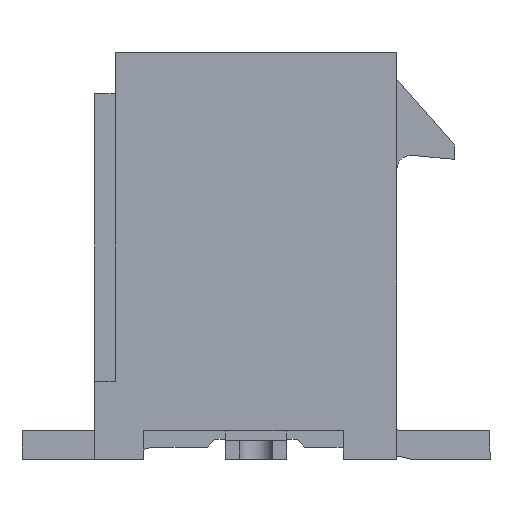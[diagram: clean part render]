
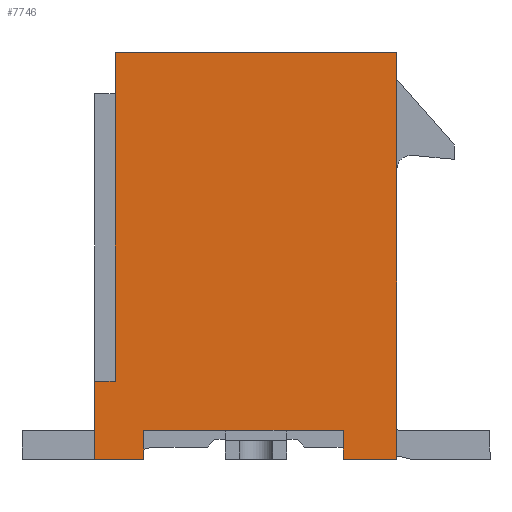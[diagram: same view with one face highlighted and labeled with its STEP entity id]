
A CAD part, left-side view. The second image highlights one B-rep face of the part: STEP entity #7746.
In plain terms, the highlighted face is planar.
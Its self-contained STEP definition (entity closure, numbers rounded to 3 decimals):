
#1818=ORIENTED_EDGE('',*,*,#3164,.F.);
#1819=ORIENTED_EDGE('',*,*,#3309,.F.);
#1820=ORIENTED_EDGE('',*,*,#3310,.F.);
#1821=ORIENTED_EDGE('',*,*,#3311,.F.);
#1822=ORIENTED_EDGE('',*,*,#3296,.F.);
#1823=ORIENTED_EDGE('',*,*,#3312,.T.);
#1824=ORIENTED_EDGE('',*,*,#3313,.T.);
#1825=ORIENTED_EDGE('',*,*,#3284,.T.);
#1826=ORIENTED_EDGE('',*,*,#3307,.T.);
#1827=ORIENTED_EDGE('',*,*,#3314,.F.);
#3164=EDGE_CURVE('',#3988,#3985,#4955,.T.);
#3284=EDGE_CURVE('',#4082,#4081,#5073,.T.);
#3296=EDGE_CURVE('',#4087,#4088,#5085,.T.);
#3307=EDGE_CURVE('',#4081,#4095,#5096,.T.);
#3309=EDGE_CURVE('',#4096,#3988,#5098,.T.);
#3310=EDGE_CURVE('',#4097,#4096,#5099,.T.);
#3311=EDGE_CURVE('',#4088,#4097,#5100,.T.);
#3312=EDGE_CURVE('',#4087,#4098,#5101,.T.);
#3313=EDGE_CURVE('',#4098,#4082,#5102,.T.);
#3314=EDGE_CURVE('',#3985,#4095,#5103,.T.);
#3985=VERTEX_POINT('',#11994);
#3988=VERTEX_POINT('',#12001);
#4081=VERTEX_POINT('',#12252);
#4082=VERTEX_POINT('',#12254);
#4087=VERTEX_POINT('',#12274);
#4088=VERTEX_POINT('',#12276);
#4095=VERTEX_POINT('',#12297);
#4096=VERTEX_POINT('',#12301);
#4097=VERTEX_POINT('',#12303);
#4098=VERTEX_POINT('',#12306);
#4955=LINE('',#12002,#6018);
#5073=LINE('',#12253,#6136);
#5085=LINE('',#12275,#6148);
#5096=LINE('',#12296,#6159);
#5098=LINE('',#12300,#6161);
#5099=LINE('',#12302,#6162);
#5100=LINE('',#12304,#6163);
#5101=LINE('',#12305,#6164);
#5102=LINE('',#12307,#6165);
#5103=LINE('',#12308,#6166);
#6018=VECTOR('',#9811,1000.);
#6136=VECTOR('',#10009,1000.);
#6148=VECTOR('',#10029,1000.);
#6159=VECTOR('',#10046,1000.);
#6161=VECTOR('',#10050,1000.);
#6162=VECTOR('',#10051,1000.);
#6163=VECTOR('',#10052,1000.);
#6164=VECTOR('',#10053,1000.);
#6165=VECTOR('',#10054,1000.);
#6166=VECTOR('',#10055,1000.);
#6574=EDGE_LOOP('',(#1818,#1819,#1820,#1821,#1822,#1823,#1824,#1825,#1826,
#1827));
#6977=FACE_BOUND('',#6574,.T.);
#7360=PLANE('',#8258);
#7746=ADVANCED_FACE('',(#6977),#7360,.T.);
#8258=AXIS2_PLACEMENT_3D('',#12299,#10048,#10049);
#9811=DIRECTION('',(0.,1.,0.));
#10009=DIRECTION('',(0.,0.,-1.));
#10029=DIRECTION('',(0.,1.,0.));
#10046=DIRECTION('',(0.,1.,0.));
#10048=DIRECTION('',(1.,0.,0.));
#10049=DIRECTION('',(0.,0.,-1.));
#10050=DIRECTION('',(0.,0.,-1.));
#10051=DIRECTION('',(0.,-1.,0.));
#10052=DIRECTION('',(0.,0.,-1.));
#10053=DIRECTION('',(0.,0.,-1.));
#10054=DIRECTION('',(0.,1.,0.));
#10055=DIRECTION('',(0.,0.,-1.));
#11994=CARTESIAN_POINT('',(6.35,4.95,-2.48));
#12001=CARTESIAN_POINT('',(6.35,4.25,-2.48));
#12002=CARTESIAN_POINT('',(6.35,-4.95,-2.48));
#12252=CARTESIAN_POINT('',(6.35,3.05,-3.68));
#12253=CARTESIAN_POINT('',(6.35,3.05,-3.18));
#12254=CARTESIAN_POINT('',(6.35,3.05,-3.18));
#12274=CARTESIAN_POINT('',(6.35,-4.95,3.68));
#12275=CARTESIAN_POINT('',(6.35,-4.95,3.68));
#12276=CARTESIAN_POINT('',(6.35,4.95,3.68));
#12296=CARTESIAN_POINT('',(6.35,-4.95,-3.68));
#12297=CARTESIAN_POINT('',(6.35,4.95,-3.68));
#12299=CARTESIAN_POINT('',(6.35,-4.95,3.68));
#12300=CARTESIAN_POINT('',(6.35,4.25,3.68));
#12301=CARTESIAN_POINT('',(6.35,4.25,2.37));
#12302=CARTESIAN_POINT('',(6.35,-4.95,2.37));
#12303=CARTESIAN_POINT('',(6.35,4.95,2.37));
#12304=CARTESIAN_POINT('',(6.35,4.95,3.68));
#12305=CARTESIAN_POINT('',(6.35,-4.95,3.68));
#12306=CARTESIAN_POINT('',(6.35,-4.95,-3.18));
#12307=CARTESIAN_POINT('',(6.35,3.05,-3.18));
#12308=CARTESIAN_POINT('',(6.35,4.95,3.68));
